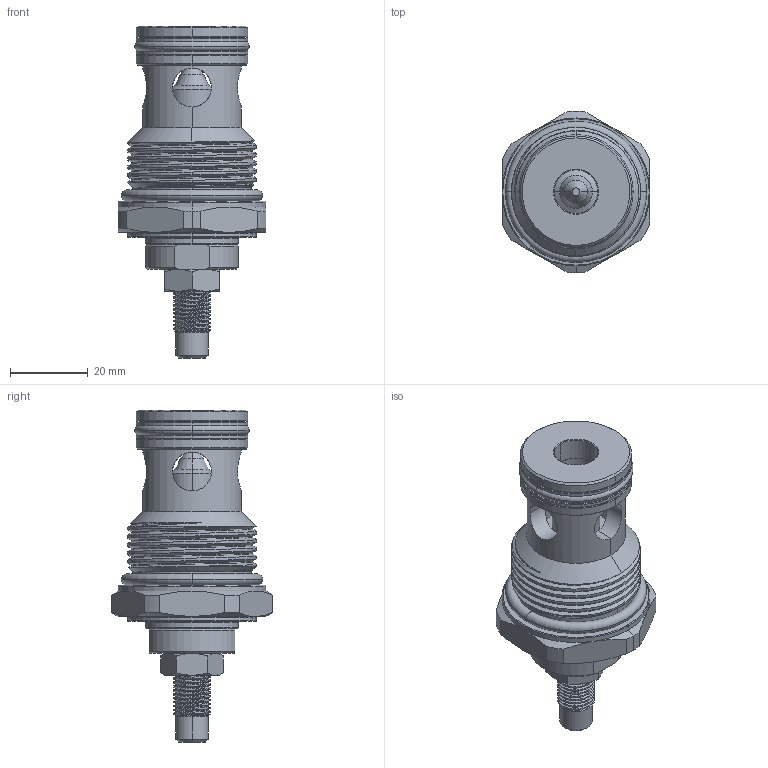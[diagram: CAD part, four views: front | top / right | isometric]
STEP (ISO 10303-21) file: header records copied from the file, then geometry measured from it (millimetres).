
FILE_DESCRIPTION (( 'STEP AP203' ), '1' );
FILE_NAME ('NV16W20-L.STEP', '2016-07-05T07:20:43', ( '' ), ( '' ), 'SwSTEP 2.0', 'SolidWorks 2012', '' );
FILE_SCHEMA (( 'CONFIG_CONTROL_DESIGN' ));
Length unit declared in the file: millimetre
Products named in the file (1): NV16W20-L
Bounding box: 38 x 41.5 x 85.25 mm (x, y, z)
Volume: 41815.9 mm3; surface area: 14406.8 mm2
Topology: 5 solids, 5 shells, 222 faces, 537 edges, 329 vertices
Faces by surface type: cylinder 86, cone 53, plane 51, torus 26, bspline 6
Entity records: 11552 total; most frequent: CARTESIAN_POINT 6523, ORIENTED_EDGE 1070, DIRECTION 1017, EDGE_CURVE 535, AXIS2_PLACEMENT_3D 422, VERTEX_POINT 329, EDGE_LOOP 244, FACE_OUTER_BOUND 222
